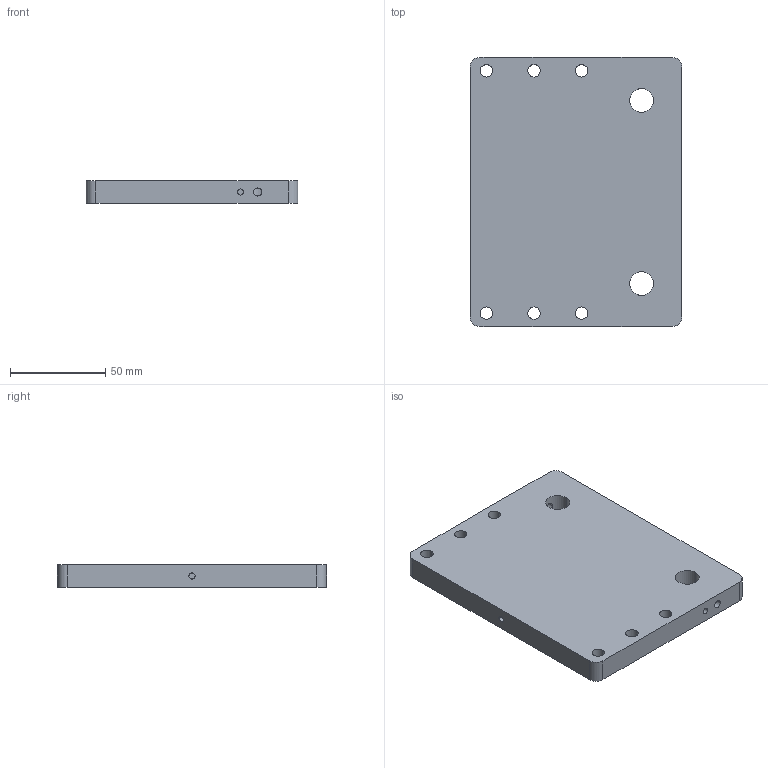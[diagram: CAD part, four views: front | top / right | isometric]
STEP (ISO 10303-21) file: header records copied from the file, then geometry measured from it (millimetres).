
FILE_DESCRIPTION(('CATIA V5 STEP Exchange'),'2;1');
FILE_NAME('VSOTR1100-X.Axis - safhe paye motor.stp','2022-10-29T12:54:10+00:00',('none'),('none'),'CATIA Version 5 Release 21 GA (IN-10)','CATIA V5 STEP AP203','none');
FILE_SCHEMA(('CONFIG_CONTROL_DESIGN'));
Length unit declared in the file: millimetre
Products named in the file (1): VSOTR1100-X.Axis - safhe paye motor
Bounding box: 111 x 141 x 12 mm (x, y, z)
Volume: 178143 mm3; surface area: 40629.2 mm2
Topology: 1 solids, 1 shells, 69 faces, 174 edges, 120 vertices
Faces by surface type: cylinder 50, plane 19
Entity records: 2055 total; most frequent: CARTESIAN_POINT 437, ORIENTED_EDGE 348, DIRECTION 240, EDGE_CURVE 174, AXIS2_PLACEMENT_3D 129, VERTEX_POINT 120, EDGE_LOOP 102, CIRCLE 90
